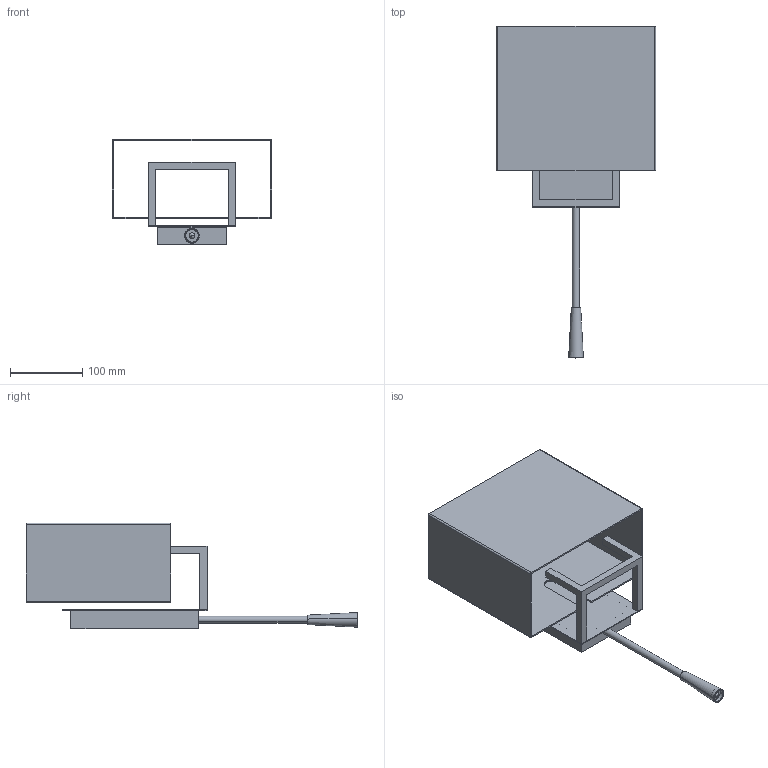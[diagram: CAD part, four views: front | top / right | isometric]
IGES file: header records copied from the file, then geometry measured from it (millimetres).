
Start section: SolidWorks IGES file using analytic representation for surfaces
Global section: file name: FARO VESPER Aplique + led.IGS; native system: SolidWorks 2012; preprocessor: SolidWorks 2012; author: Zairaholgado; date: 140404.111023; units: millimetre
Bounding box: 220 x 458.52 x 146.2 mm (x, y, z)
Surface area: 360941.1 mm2 (no closed solid volume)
Topology: 0 solids, 0 shells, 93 faces, 950 edges, 948 vertices
Faces by surface type: bspline 72, revolution 21
